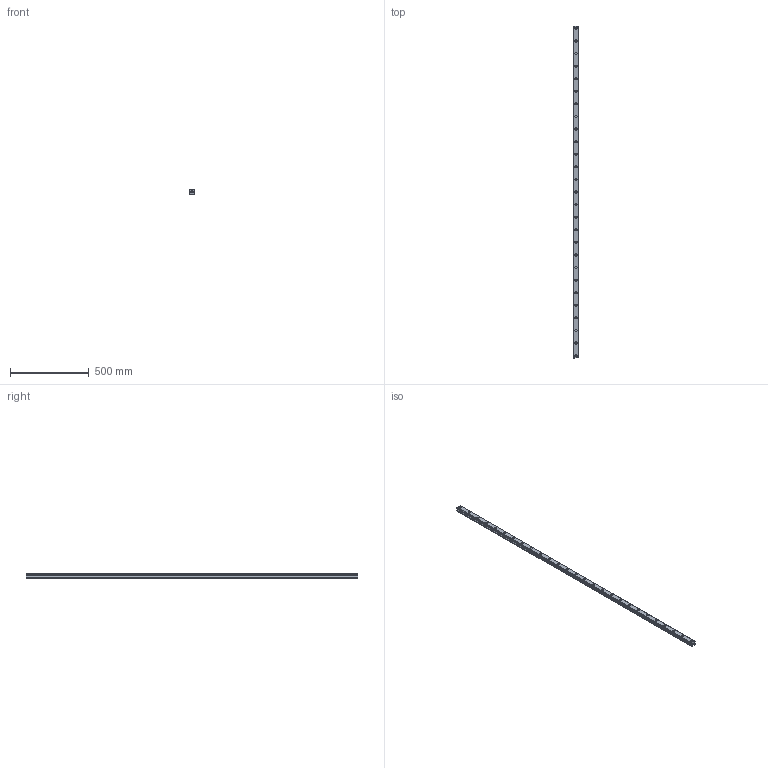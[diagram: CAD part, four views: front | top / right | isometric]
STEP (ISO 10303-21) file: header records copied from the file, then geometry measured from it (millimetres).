
FILE_DESCRIPTION(('STEP AP214'),'1');
FILE_NAME('cctmp_CE024C97-30C9-4DB9-882A-954B750B4658_2021_02_12_14_06_57_0777..stp','2021-02-12T13:06:57',('HIWIN GmbH'),('CADClick - www.CADClick.com'),'Spatial InterOp 3D',' ','unknown authorization');
FILE_SCHEMA(('AUTOMOTIVE_DESIGN'));
Length unit declared in the file: millimetre
Products named in the file (1): EGR35R2110C_FILE
Bounding box: 34 x 2110 x 27.5 mm (x, y, z)
Volume: 1659798.2 mm3; surface area: 296860.2 mm2
Topology: 1 solids, 1 shells, 350 faces, 789 edges, 526 vertices
Faces by surface type: cylinder 180, plane 170
Entity records: 12737 total; most frequent: DIRECTION 1851, CARTESIAN_POINT 1666, ORIENTED_EDGE 1578, EDGE_CURVE 789, AXIS2_PLACEMENT_3D 711, VERTEX_POINT 526, EDGE_LOOP 435, LINE 429
